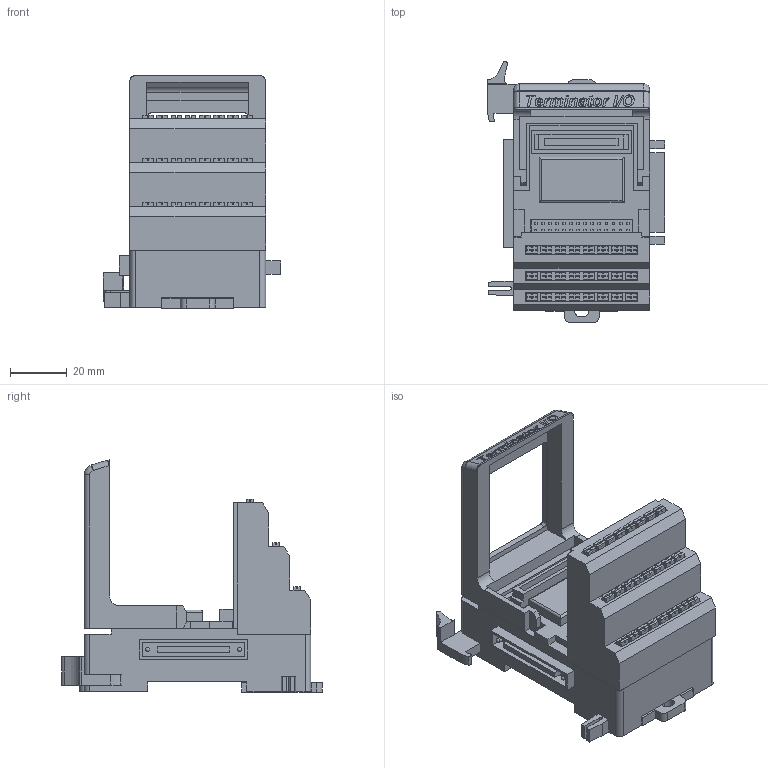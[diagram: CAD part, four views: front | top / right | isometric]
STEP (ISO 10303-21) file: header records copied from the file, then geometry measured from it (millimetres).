
FILE_DESCRIPTION (( 'STEP AP214' ), '1' );
FILE_NAME ('T1K-08B-1.STEP', '2013-11-21T14:29:54', ( '' ), ( '' ), 'SwSTEP 2.0', 'SolidWorks 2013', '' );
FILE_SCHEMA (( 'AUTOMOTIVE_DESIGN' ));
Length unit declared in the file: millimetre
Products named in the file (1): T1K-08B-1
Bounding box: 62.5 x 92.07 x 82.17 mm (x, y, z)
Volume: 139887.7 mm3; surface area: 42612.2 mm2
Topology: 12 solids, 12 shells, 1028 faces, 2833 edges, 1881 vertices
Faces by surface type: plane 867, bspline 99, cylinder 56, sphere 4, torus 2
Entity records: 45709 total; most frequent: CARTESIAN_POINT 10336, ORIENTED_EDGE 5650, DIRECTION 4597, EDGE_CURVE 2825, LINE 2513, VECTOR 2513, VERTEX_POINT 1877, EDGE_LOOP 1150
